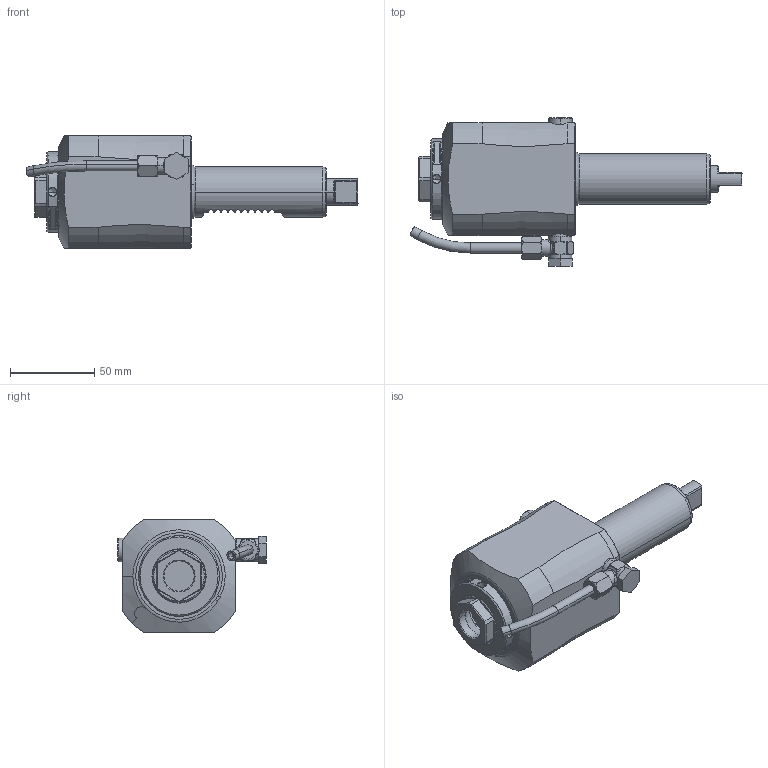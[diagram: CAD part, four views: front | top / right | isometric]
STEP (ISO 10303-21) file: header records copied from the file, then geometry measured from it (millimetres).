
FILE_DESCRIPTION((''),'2;1');
FILE_NAME('NGT1_30_125_25_3EDDMG','2025-06-18T',('vali'),('NOVA GRUP'),'PRO/ENGINEER BY PARAMETRIC TECHNOLOGY CORPORATION, 2010280','PRO/ENGINEER BY PARAMETRIC TECHNOLOGY CORPORATION, 2010280','');
FILE_SCHEMA(('CONFIG_CONTROL_DESIGN'));
Length unit declared in the file: millimetre
Products named in the file (1): NGT1_30_125_25_3EDDMG
Bounding box: 197.33 x 88.4 x 67 mm (x, y, z)
Volume: 397130.1 mm3; surface area: 46992 mm2
Topology: 2 solids, 3 shells, 367 faces, 903 edges, 557 vertices
Faces by surface type: plane 143, cylinder 103, cone 50, torus 41, bspline 30
Entity records: 15443 total; most frequent: CARTESIAN_POINT 7151, ORIENTED_EDGE 1790, DIRECTION 1619, EDGE_CURVE 895, AXIS2_PLACEMENT_3D 641, VERTEX_POINT 557, EDGE_LOOP 398, FACE_OUTER_BOUND 367
